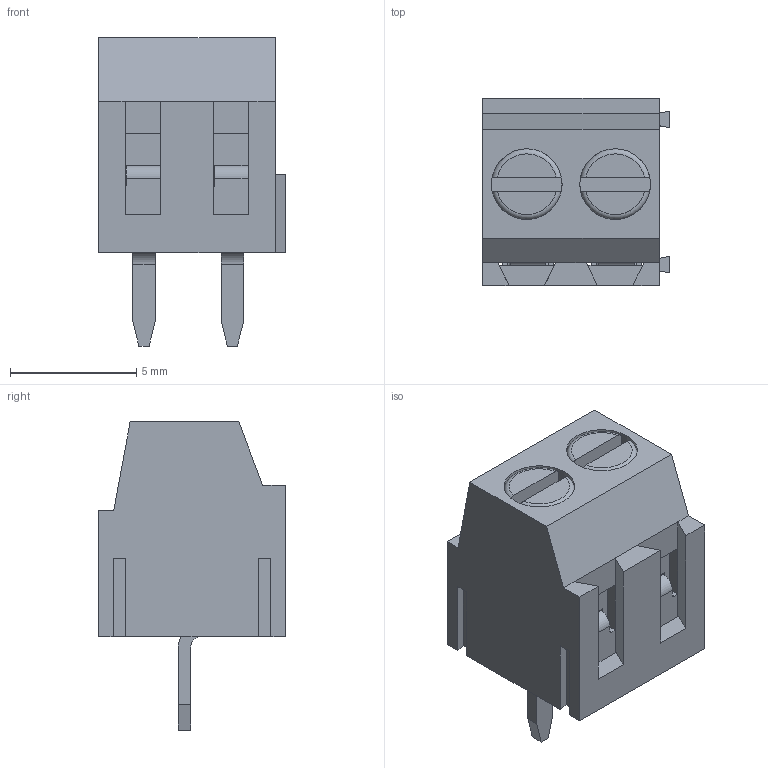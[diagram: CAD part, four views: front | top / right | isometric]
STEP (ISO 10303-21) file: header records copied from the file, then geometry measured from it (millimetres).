
FILE_DESCRIPTION(('FreeCAD Model'),'2;1');
FILE_NAME('Fusion.step','2019-04-06T11:50:48',( 'kicad StepUp'),('ksu MCAD'),'Open CASCADE STEP processor 7.2', 'FreeCAD','Unknown');
FILE_SCHEMA(('AUTOMOTIVE_DESIGN { 1 0 10303 214 1 1 1 1 }'));
Length unit declared in the file: millimetre
Products named in the file (1): Fusion
Bounding box: 7.4 x 7.4 x 12.2 mm (x, y, z)
Volume: 279.3 mm3; surface area: 858.9 mm2
Topology: 1 solids, 1 shells, 220 faces, 616 edges, 394 vertices
Faces by surface type: plane 176, cylinder 36, torus 6, cone 2
Full cylindrical faces by diameter (mm): 1.5 x2, 1.9 x2, 2.8 x4
Entity records: 8572 total; most frequent: CARTESIAN_POINT 1291, ORIENTED_EDGE 1232, DIRECTION 1136, EDGE_CURVE 616, LINE 498, VECTOR 498, VERTEX_POINT 394, AXIS2_PLACEMENT_3D 319
